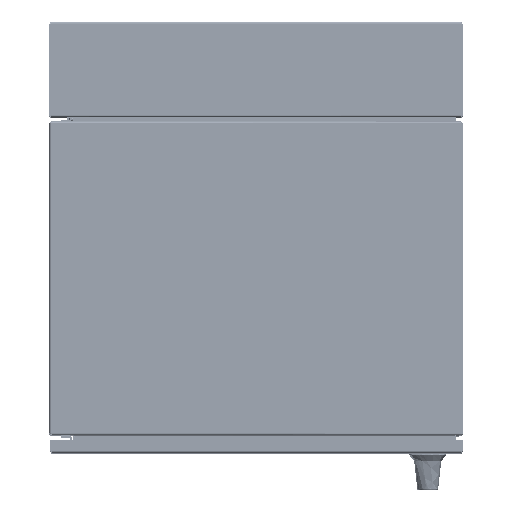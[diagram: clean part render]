
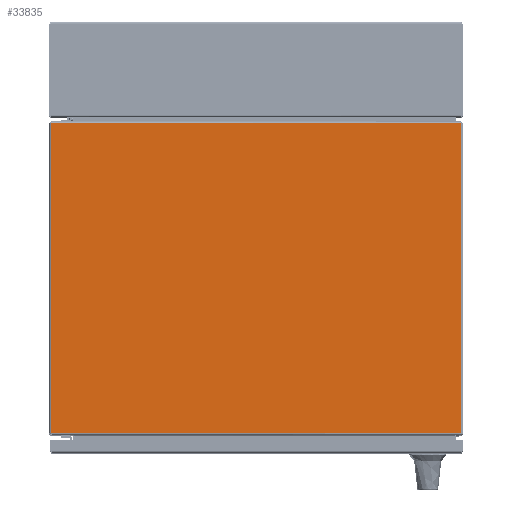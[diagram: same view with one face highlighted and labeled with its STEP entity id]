
A CAD part, top view. The second image highlights one B-rep face of the part: STEP entity #33835.
In plain terms, the highlighted planar face has unit normal (0, 0, 1).
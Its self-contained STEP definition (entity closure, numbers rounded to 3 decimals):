
#9740 = DIRECTION ( 'NONE',  ( 0., 0., 1. ) ) ;
#17832 = LINE ( 'NONE', #127907, #117730 ) ;
#20072 = VERTEX_POINT ( 'NONE', #89087 ) ;
#25185 = LINE ( 'NONE', #146189, #45421 ) ;
#33835 = ADVANCED_FACE ( 'NONE', ( #91903 ), #146954, .T. ) ;
#37761 = CARTESIAN_POINT ( 'NONE',  ( -12., -14.89, 18. ) ) ;
#45421 = VECTOR ( 'NONE', #147069, 39.37 ) ;
#61176 = CARTESIAN_POINT ( 'NONE',  ( -12., -23.899, 18. ) ) ;
#61995 = DIRECTION ( 'NONE',  ( 0., 1., 0. ) ) ;
#64834 = DIRECTION ( 'NONE',  ( 1., 0., 0. ) ) ;
#75797 = ORIENTED_EDGE ( 'NONE', *, *, #88262, .T. ) ;
#83351 = CARTESIAN_POINT ( 'NONE',  ( 11.928, -14.89, 18. ) ) ;
#83645 = CARTESIAN_POINT ( 'NONE',  ( -11.893, -5.882, 18. ) ) ;
#88026 = VERTEX_POINT ( 'NONE', #107797 ) ;
#88262 = EDGE_CURVE ( 'NONE', #20072, #88026, #112201, .T. ) ;
#89087 = CARTESIAN_POINT ( 'NONE',  ( 11.928, -23.899, 18. ) ) ;
#91903 = FACE_OUTER_BOUND ( 'NONE', #139754, .T. ) ;
#107797 = CARTESIAN_POINT ( 'NONE',  ( 11.928, -5.882, 18. ) ) ;
#112201 = LINE ( 'NONE', #83351, #122942 ) ;
#116214 = LINE ( 'NONE', #61176, #144336 ) ;
#117730 = VECTOR ( 'NONE', #61995, 39.37 ) ;
#122942 = VECTOR ( 'NONE', #138424, 39.37 ) ;
#127907 = CARTESIAN_POINT ( 'NONE',  ( -11.893, -23.934, 18. ) ) ;
#128082 = CARTESIAN_POINT ( 'NONE',  ( -11.893, -23.899, 18. ) ) ;
#130666 = ORIENTED_EDGE ( 'NONE', *, *, #136482, .T. ) ;
#133671 = VERTEX_POINT ( 'NONE', #128082 ) ;
#136482 = EDGE_CURVE ( 'NONE', #88026, #167770, #25185, .T. ) ;
#138424 = DIRECTION ( 'NONE',  ( 0., 1., 0. ) ) ;
#139754 = EDGE_LOOP ( 'NONE', ( #148633, #75797, #130666, #160749 ) ) ;
#142611 = EDGE_CURVE ( 'NONE', #133671, #20072, #116214, .T. ) ;
#143494 = AXIS2_PLACEMENT_3D ( 'NONE', #37761, #9740, #64834 ) ;
#144336 = VECTOR ( 'NONE', #155092, 39.37 ) ;
#146189 = CARTESIAN_POINT ( 'NONE',  ( -12., -5.882, 18. ) ) ;
#146954 = PLANE ( 'NONE',  #143494 ) ;
#147069 = DIRECTION ( 'NONE',  ( -1., 0., 0. ) ) ;
#148633 = ORIENTED_EDGE ( 'NONE', *, *, #142611, .T. ) ;
#148907 = EDGE_CURVE ( 'NONE', #133671, #167770, #17832, .T. ) ;
#155092 = DIRECTION ( 'NONE',  ( 1., 0., 0. ) ) ;
#160749 = ORIENTED_EDGE ( 'NONE', *, *, #148907, .F. ) ;
#167770 = VERTEX_POINT ( 'NONE', #83645 ) ;
